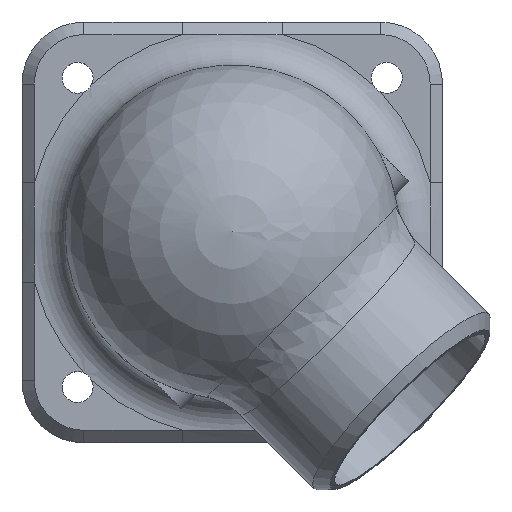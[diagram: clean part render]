
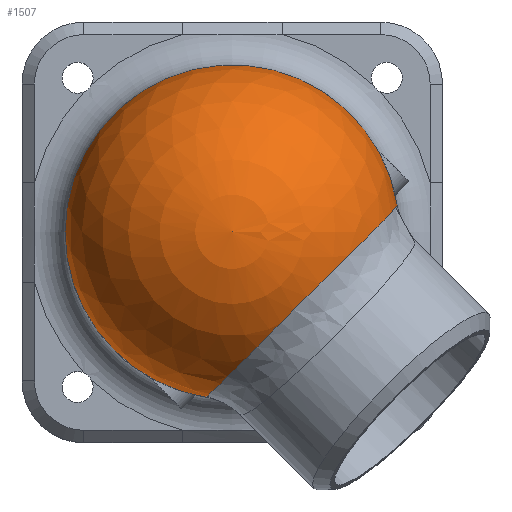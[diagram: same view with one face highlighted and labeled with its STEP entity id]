
A CAD part, top view. The second image highlights one B-rep face of the part: STEP entity #1507.
In plain terms, the highlighted spherical face has radius 13.5 mm.
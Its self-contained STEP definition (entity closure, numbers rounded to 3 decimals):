
#16=SPHERICAL_SURFACE('',#1674,13.5);
#65=B_SPLINE_CURVE_WITH_KNOTS('',3,(#2975,#2976,#2977,#2978,#2979),
 .UNSPECIFIED.,.F.,.F.,(4,1,4),(-4.685,-4.015,-3.577),
 .UNSPECIFIED.);
#66=B_SPLINE_CURVE_WITH_KNOTS('',3,(#2980,#2981,#2982,#2983,#2984,#2985,
#2986,#2987,#2988),.UNSPECIFIED.,.F.,.F.,(4,1,1,1,1,1,4),(-3.577,
-3.346,-2.677,-2.008,-1.338,
-0.669,0.),.UNSPECIFIED.);
#217=FACE_OUTER_BOUND('',#305,.T.);
#305=EDGE_LOOP('',(#1344,#1345,#1346,#1347,#1348,#1349));
#569=CIRCLE('',#1649,13.5);
#570=CIRCLE('',#1650,13.5);
#587=CIRCLE('',#1675,13.5);
#696=VERTEX_POINT('',#2650);
#697=VERTEX_POINT('',#2651);
#698=VERTEX_POINT('',#2664);
#717=VERTEX_POINT('',#2974);
#736=VERTEX_POINT('',#3307);
#903=EDGE_CURVE('',#698,#696,#569,.T.);
#905=EDGE_CURVE('',#697,#698,#570,.T.);
#929=EDGE_CURVE('',#697,#717,#65,.T.);
#930=EDGE_CURVE('',#717,#696,#66,.T.);
#955=EDGE_CURVE('',#736,#717,#587,.T.);
#1344=ORIENTED_EDGE('',*,*,#929,.F.);
#1345=ORIENTED_EDGE('',*,*,#905,.T.);
#1346=ORIENTED_EDGE('',*,*,#903,.T.);
#1347=ORIENTED_EDGE('',*,*,#930,.F.);
#1348=ORIENTED_EDGE('',*,*,#955,.F.);
#1349=ORIENTED_EDGE('',*,*,#955,.T.);
#1507=ADVANCED_FACE('',(#217),#16,.T.);
#1649=AXIS2_PLACEMENT_3D('',#2665,#1992,#1993);
#1650=AXIS2_PLACEMENT_3D('',#2667,#1995,#1996);
#1674=AXIS2_PLACEMENT_3D('',#3306,#2050,#2051);
#1675=AXIS2_PLACEMENT_3D('',#3308,#2052,#2053);
#1992=DIRECTION('center_axis',(0.,0.,1.));
#1993=DIRECTION('ref_axis',(1.,0.,0.));
#1995=DIRECTION('center_axis',(0.,0.,1.));
#1996=DIRECTION('ref_axis',(1.,0.,0.));
#2050=DIRECTION('center_axis',(0.,0.,
1.));
#2051=DIRECTION('ref_axis',(-1.,0.,0.));
#2052=DIRECTION('center_axis',(0.,1.,0.));
#2053=DIRECTION('ref_axis',(1.,0.,0.));
#2650=CARTESIAN_POINT('',(-2.148,-13.328,30.));
#2651=CARTESIAN_POINT('',(13.328,2.148,30.));
#2664=CARTESIAN_POINT('',(-13.5,0.,30.));
#2665=CARTESIAN_POINT('Origin',(0.,0.,30.));
#2667=CARTESIAN_POINT('Origin',(0.,0.,30.));
#2974=CARTESIAN_POINT('',(11.329,0.,37.343));
#2975=CARTESIAN_POINT('Ctrl Pts',(13.328,2.148,30.));
#2976=CARTESIAN_POINT('Ctrl Pts',(13.338,2.087,31.627));
#2977=CARTESIAN_POINT('Ctrl Pts',(12.915,1.599,34.307));
#2978=CARTESIAN_POINT('Ctrl Pts',(11.837,0.509,36.557));
#2979=CARTESIAN_POINT('Ctrl Pts',(11.329,0.,
37.343));
#2980=CARTESIAN_POINT('Ctrl Pts',(11.329,0.,
37.343));
#2981=CARTESIAN_POINT('Ctrl Pts',(11.06,-0.269,37.757));
#2982=CARTESIAN_POINT('Ctrl Pts',(9.926,-1.399,39.26));
#2983=CARTESIAN_POINT('Ctrl Pts',(7.423,-3.88,40.969));
#2984=CARTESIAN_POINT('Ctrl Pts',(3.88,-7.423,40.971));
#2985=CARTESIAN_POINT('Ctrl Pts',(0.708,-10.624,38.782));
#2986=CARTESIAN_POINT('Ctrl Pts',(-1.497,-12.827,34.867));
#2987=CARTESIAN_POINT('Ctrl Pts',(-2.087,-13.338,31.627));
#2988=CARTESIAN_POINT('Ctrl Pts',(-2.148,-13.328,30.));
#3306=CARTESIAN_POINT('Origin',(0.,0.,30.));
#3307=CARTESIAN_POINT('',(0.,0.,43.5));
#3308=CARTESIAN_POINT('Origin',(0.,0.,30.));
